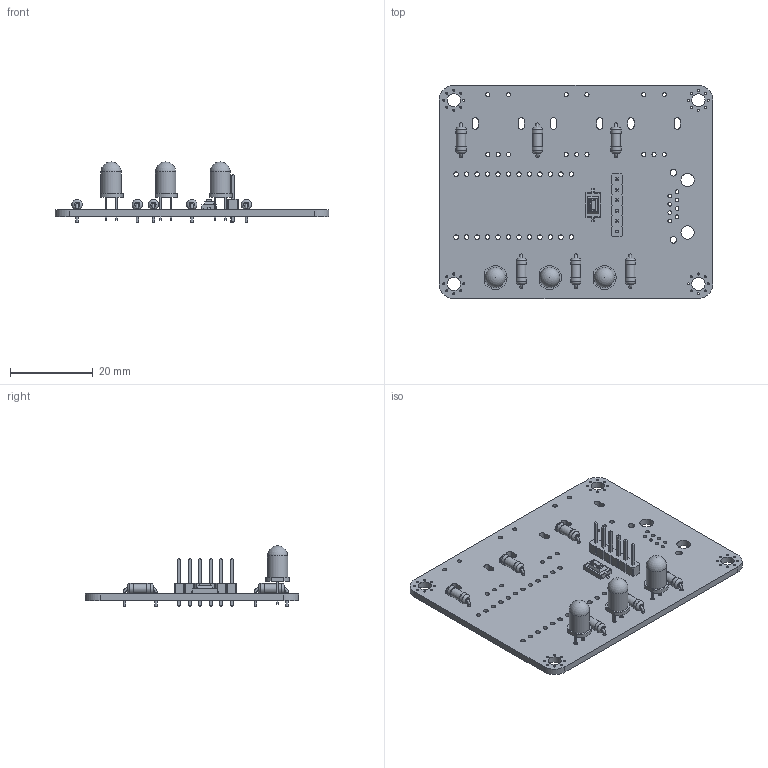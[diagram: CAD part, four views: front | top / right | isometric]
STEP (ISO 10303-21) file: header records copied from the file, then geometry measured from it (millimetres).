
FILE_DESCRIPTION(('KiCad electronic assembly'),'2;1');
FILE_NAME('modelMterminalAdapter.step','2021-05-15T14:46:33',( 'An Author'),('A Company'),'Open CASCADE STEP processor 7.3', 'KiCad to STEP converter','Unknown');
FILE_SCHEMA(('AUTOMOTIVE_DESIGN { 1 0 10303 214 1 1 1 1 }'));
Length unit declared in the file: millimetre
Products named in the file (10): Open CASCADE STEP translator 7.3 1; SW_SPST_CK_RS282G05A3; SOLID; PinHeader_1x06_P2.54mm_Vertical; R_Axial_DIN0207_L6.3mm_D2.5mm_P7.62mm_Horizontal; LED_D5.0mm; COMPOUND
Assembly tree (16 placements, depth 3):
  Open CASCADE STEP translator 7.3 1
    SW_SPST_CK_RS282G05A3
      SOLID
    PinHeader_1x06_P2.54mm_Vertical
      SOLID
    R_Axial_DIN0207_L6.3mm_D2.5mm_P7.62mm_Horizontal  x6
      SOLID
    LED_D5.0mm  x3
      SOLID
    COMPOUND
Bounding box: 66.35 x 51.63 x 14.6 mm (x, y, z)
Volume: 6035.9 mm3; surface area: 8930.2 mm2
Topology: 12 solids, 12 shells, 540 faces, 1306 edges, 843 vertices
Faces by surface type: plane 342, cylinder 171, torus 24, sphere 3
Full cylindrical faces by diameter (mm): 0.5 x32, 0.6 x12, 0.8 x12, 0.89 x8, 0.9 x6, 1 x21, 1.1 x24, 1.57 x2, 2.25 x6, 2.5 x12, 3.2 x4, 3.25 x2, 4.9 x3
Entity records: 32008 total; most frequent: CARTESIAN_POINT 6209, DIRECTION 4508, LINE 2775, VECTOR 2775, ORIENTED_EDGE 2240, PCURVE 2240, DEFINITIONAL_REPRESENTATION 2240, EDGE_CURVE 1120
